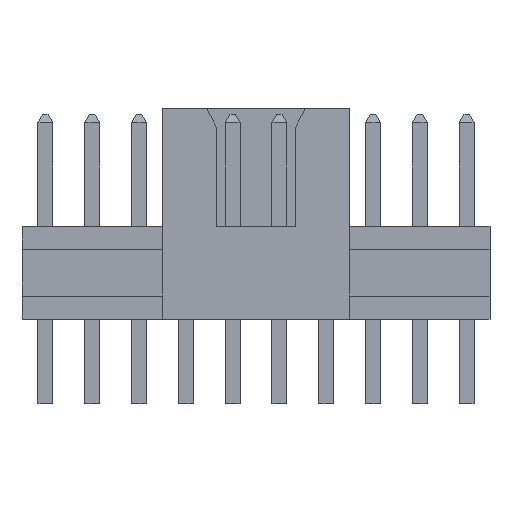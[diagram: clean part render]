
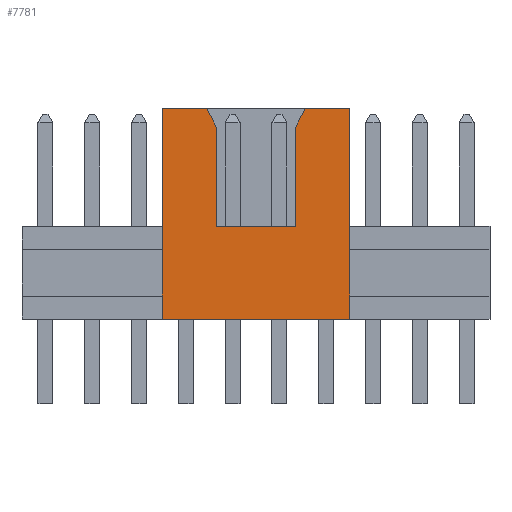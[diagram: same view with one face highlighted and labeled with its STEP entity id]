
A CAD part, top view. The second image highlights one B-rep face of the part: STEP entity #7781.
In plain terms, the highlighted planar face has unit normal (0, 0, 1).
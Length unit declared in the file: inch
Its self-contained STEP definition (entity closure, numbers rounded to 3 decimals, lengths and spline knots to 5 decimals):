
#1545=ORIENTED_EDGE('',*,*,#2983,.T.);
#1546=ORIENTED_EDGE('',*,*,#2984,.T.);
#1547=ORIENTED_EDGE('',*,*,#2985,.T.);
#1548=ORIENTED_EDGE('',*,*,#2986,.T.);
#1549=ORIENTED_EDGE('',*,*,#2987,.F.);
#1550=ORIENTED_EDGE('',*,*,#2988,.F.);
#1551=ORIENTED_EDGE('',*,*,#2989,.T.);
#1552=ORIENTED_EDGE('',*,*,#2990,.T.);
#1553=ORIENTED_EDGE('',*,*,#2991,.T.);
#1554=ORIENTED_EDGE('',*,*,#2992,.T.);
#2983=EDGE_CURVE('',#3801,#3802,#4779,.T.);
#2984=EDGE_CURVE('',#3802,#3803,#4780,.T.);
#2985=EDGE_CURVE('',#3803,#3804,#4781,.T.);
#2986=EDGE_CURVE('',#3804,#3805,#4782,.T.);
#2987=EDGE_CURVE('',#3806,#3805,#4783,.T.);
#2988=EDGE_CURVE('',#3807,#3806,#4784,.T.);
#2989=EDGE_CURVE('',#3807,#3808,#4785,.T.);
#2990=EDGE_CURVE('',#3808,#3809,#4786,.T.);
#2991=EDGE_CURVE('',#3809,#3810,#4787,.T.);
#2992=EDGE_CURVE('',#3810,#3801,#4788,.T.);
#3801=VERTEX_POINT('',#11785);
#3802=VERTEX_POINT('',#11786);
#3803=VERTEX_POINT('',#11788);
#3804=VERTEX_POINT('',#11790);
#3805=VERTEX_POINT('',#11792);
#3806=VERTEX_POINT('',#11794);
#3807=VERTEX_POINT('',#11796);
#3808=VERTEX_POINT('',#11798);
#3809=VERTEX_POINT('',#11800);
#3810=VERTEX_POINT('',#11802);
#4779=LINE('',#11784,#5875);
#4780=LINE('',#11787,#5876);
#4781=LINE('',#11789,#5877);
#4782=LINE('',#11791,#5878);
#4783=LINE('',#11793,#5879);
#4784=LINE('',#11795,#5880);
#4785=LINE('',#11797,#5881);
#4786=LINE('',#11799,#5882);
#4787=LINE('',#11801,#5883);
#4788=LINE('',#11803,#5884);
#5875=VECTOR('',#9678,39.37008);
#5876=VECTOR('',#9679,39.37008);
#5877=VECTOR('',#9680,39.37008);
#5878=VECTOR('',#9681,39.37008);
#5879=VECTOR('',#9682,39.37008);
#5880=VECTOR('',#9683,39.37008);
#5881=VECTOR('',#9684,39.37008);
#5882=VECTOR('',#9685,39.37008);
#5883=VECTOR('',#9686,39.37008);
#5884=VECTOR('',#9687,39.37008);
#6499=EDGE_LOOP('',(#1545,#1546,#1547,#1548,#1549,#1550,#1551,#1552,#1553,
#1554));
#6937=FACE_BOUND('',#6499,.T.);
#7375=PLANE('',#8227);
#7781=ADVANCED_FACE('',(#6937),#7375,.T.);
#8227=AXIS2_PLACEMENT_3D('',#11783,#9676,#9677);
#9676=DIRECTION('',(0.,0.,1.));
#9677=DIRECTION('',(1.,0.,0.));
#9678=DIRECTION('',(0.,1.,0.));
#9679=DIRECTION('',(-0.447,0.894,0.));
#9680=DIRECTION('',(-1.,0.,0.));
#9681=DIRECTION('',(0.,-1.,0.));
#9682=DIRECTION('',(-1.,0.,0.));
#9683=DIRECTION('',(0.,-1.,0.));
#9684=DIRECTION('',(-1.,0.,0.));
#9685=DIRECTION('',(-0.447,-0.894,0.));
#9686=DIRECTION('',(0.,-1.,0.));
#9687=DIRECTION('',(-1.,0.,0.));
#11783=CARTESIAN_POINT('',(0.1,0.005,0.1));
#11784=CARTESIAN_POINT('',(-0.0425,0.005,0.1));
#11785=CARTESIAN_POINT('',(-0.0425,0.099,0.1));
#11786=CARTESIAN_POINT('',(-0.0425,0.205,0.1));
#11787=CARTESIAN_POINT('',(0.066,-0.012,0.1));
#11788=CARTESIAN_POINT('',(-0.0525,0.225,0.1));
#11789=CARTESIAN_POINT('',(0.1,0.225,0.1));
#11790=CARTESIAN_POINT('',(-0.1,0.225,0.1));
#11791=CARTESIAN_POINT('',(-0.1,0.005,0.1));
#11792=CARTESIAN_POINT('',(-0.1,0.,0.1));
#11793=CARTESIAN_POINT('',(0.1,0.,0.1));
#11794=CARTESIAN_POINT('',(0.1,0.,0.1));
#11795=CARTESIAN_POINT('',(0.1,0.005,0.1));
#11796=CARTESIAN_POINT('',(0.1,0.225,0.1));
#11797=CARTESIAN_POINT('',(0.1,0.225,0.1));
#11798=CARTESIAN_POINT('',(0.0525,0.225,0.1));
#11799=CARTESIAN_POINT('',(-0.026,0.068,0.1));
#11800=CARTESIAN_POINT('',(0.0425,0.205,0.1));
#11801=CARTESIAN_POINT('',(0.0425,0.005,0.1));
#11802=CARTESIAN_POINT('',(0.0425,0.099,0.1));
#11803=CARTESIAN_POINT('',(0.1,0.099,0.1));
